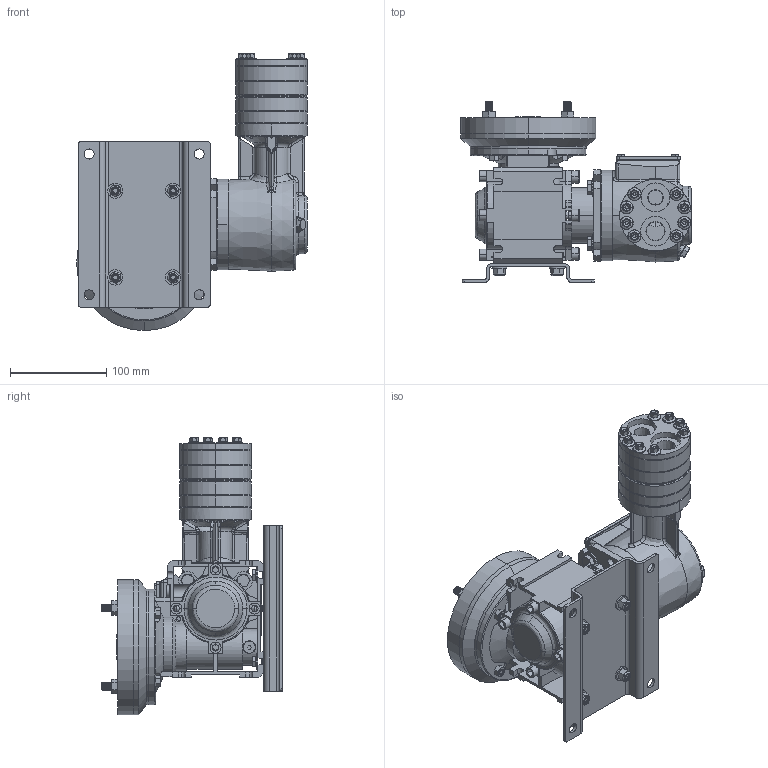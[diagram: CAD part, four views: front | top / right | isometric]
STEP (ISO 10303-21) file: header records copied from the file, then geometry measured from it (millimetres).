
FILE_DESCRIPTION (( 'STEP AP214' ), '1' );
FILE_NAME ('P100 NONMETALLIC IEC63B5.STEP', '2018-07-26T19:37:25', ( '' ), ( '' ), 'SwSTEP 2.0', 'SolidWorks 2017', '' );
FILE_SCHEMA (( 'AUTOMOTIVE_DESIGN' ));
Length unit declared in the file: inch
Products named in the file (1): P100 NONMETALLIC IEC63B5
Bounding box: 239.2 x 188.39 x 287.49 mm (x, y, z)
Surface area: 345715.3 mm2 (no closed solid volume)
Topology: 0 solids, 118 shells, 1722 faces, 5312 edges, 3607 vertices
Faces by surface type: cylinder 665, plane 525, cone 249, bspline 152, torus 105, sphere 26
Entity records: 97723 total; most frequent: CARTESIAN_POINT 31578, ORIENTED_EDGE 9063, DIRECTION 8642, EDGE_CURVE 5295, VERTEX_POINT 3607, AXIS2_PLACEMENT_3D 3370, EDGE_LOOP 1935, VECTOR 1902
